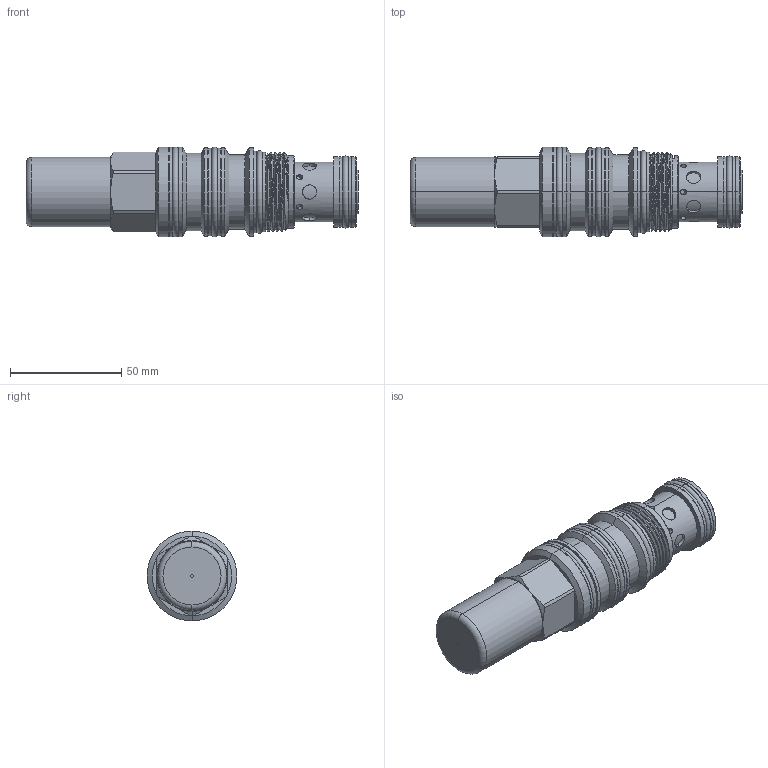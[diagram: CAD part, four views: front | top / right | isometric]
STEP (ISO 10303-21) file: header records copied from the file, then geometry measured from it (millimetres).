
FILE_DESCRIPTION (( 'STEP AP203' ), '1' );
FILE_NAME ('CW23A4B(4E)-C.STEP', '2024-05-22T02:27:20', ( '' ), ( '' ), 'SwSTEP 2.0', 'SolidWorks 2018', '' );
FILE_SCHEMA (( 'CONFIG_CONTROL_DESIGN' ));
Length unit declared in the file: millimetre
Products named in the file (1): CW23A4B(4E)-C
Bounding box: 149.45 x 40.46 x 40.46 mm (x, y, z)
Volume: 130468 mm3; surface area: 24393.6 mm2
Topology: 1 solids, 1 shells, 246 faces, 528 edges, 326 vertices
Faces by surface type: cylinder 148, plane 47, cone 38, torus 10, bspline 3
Entity records: 9430 total; most frequent: CARTESIAN_POINT 4055, DIRECTION 1148, ORIENTED_EDGE 1056, EDGE_CURVE 528, AXIS2_PLACEMENT_3D 482, VERTEX_POINT 326, EDGE_LOOP 288, ADVANCED_FACE 246
